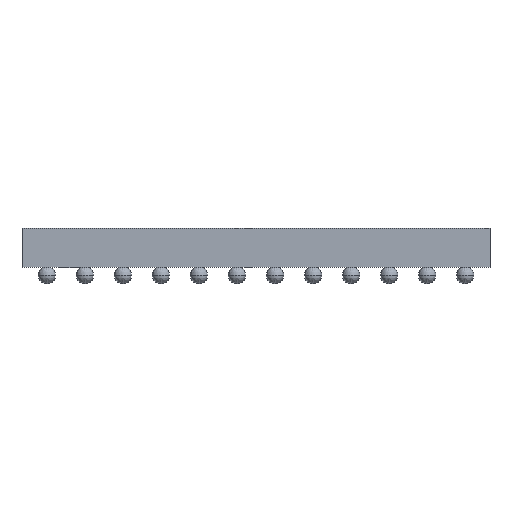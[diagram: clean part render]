
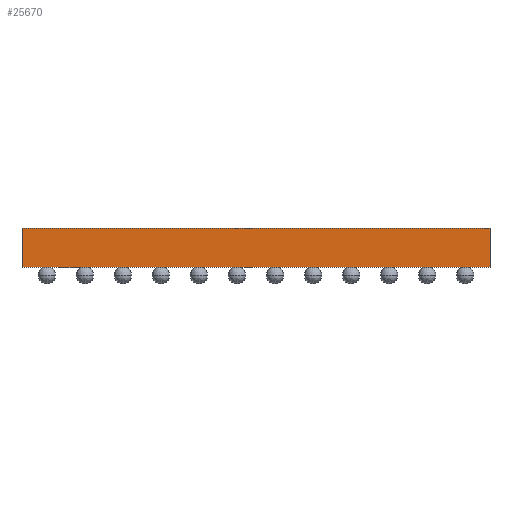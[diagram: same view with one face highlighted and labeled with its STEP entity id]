
A CAD part, front view. The second image highlights one B-rep face of the part: STEP entity #25670.
In plain terms, the highlighted planar face has unit normal (0, -1, 0).
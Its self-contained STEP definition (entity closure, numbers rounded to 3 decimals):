
#264 = LINE ( 'NONE', #26042, #22263 ) ;
#640 = CARTESIAN_POINT ( 'NONE',  ( 8., 0., 0.283 ) ) ;
#1693 = EDGE_CURVE ( 'NONE', #12926, #4595, #264, .T. ) ;
#1694 = ORIENTED_EDGE ( 'NONE', *, *, #1693, .F. ) ;
#2735 = VECTOR ( 'NONE', #22500, 1000. ) ;
#3674 = LINE ( 'NONE', #6897, #18239 ) ;
#4595 = VERTEX_POINT ( 'NONE', #18564 ) ;
#5705 = CARTESIAN_POINT ( 'NONE',  ( 8., 0., 0.953 ) ) ;
#5794 = EDGE_CURVE ( 'NONE', #31234, #16832, #9642, .T. ) ;
#6255 = AXIS2_PLACEMENT_3D ( 'NONE', #20925, #26079, #23375 ) ;
#6897 = CARTESIAN_POINT ( 'NONE',  ( 0., 0., 0.953 ) ) ;
#7348 = ORIENTED_EDGE ( 'NONE', *, *, #13721, .T. ) ;
#9112 = LINE ( 'NONE', #29274, #29762 ) ;
#9642 = LINE ( 'NONE', #640, #2735 ) ;
#12926 = VERTEX_POINT ( 'NONE', #20209 ) ;
#13721 = EDGE_CURVE ( 'NONE', #12926, #31234, #9112, .T. ) ;
#14973 = ORIENTED_EDGE ( 'NONE', *, *, #25734, .F. ) ;
#16069 = ORIENTED_EDGE ( 'NONE', *, *, #5794, .T. ) ;
#16832 = VERTEX_POINT ( 'NONE', #5705 ) ;
#18239 = VECTOR ( 'NONE', #18985, 1000. ) ;
#18564 = CARTESIAN_POINT ( 'NONE',  ( 0., 0., 0.953 ) ) ;
#18985 = DIRECTION ( 'NONE',  ( 1., 0., 0. ) ) ;
#20209 = CARTESIAN_POINT ( 'NONE',  ( 0., 0., 0.283 ) ) ;
#20925 = CARTESIAN_POINT ( 'NONE',  ( 0., 0., 0.283 ) ) ;
#20974 = CARTESIAN_POINT ( 'NONE',  ( 8., 0., 0.283 ) ) ;
#22217 = EDGE_LOOP ( 'NONE', ( #14973, #1694, #7348, #16069 ) ) ;
#22263 = VECTOR ( 'NONE', #26242, 1000. ) ;
#22500 = DIRECTION ( 'NONE',  ( 0., 0., 1. ) ) ;
#23375 = DIRECTION ( 'NONE',  ( 0., 0., -1. ) ) ;
#24136 = DIRECTION ( 'NONE',  ( 1., 0., 0. ) ) ;
#25670 = ADVANCED_FACE ( 'NONE', ( #30123 ), #30670, .T. ) ;
#25734 = EDGE_CURVE ( 'NONE', #4595, #16832, #3674, .T. ) ;
#26042 = CARTESIAN_POINT ( 'NONE',  ( 0., 0., 0.283 ) ) ;
#26079 = DIRECTION ( 'NONE',  ( 0., -1., 0. ) ) ;
#26242 = DIRECTION ( 'NONE',  ( 0., 0., 1. ) ) ;
#29274 = CARTESIAN_POINT ( 'NONE',  ( 0., 0., 0.283 ) ) ;
#29762 = VECTOR ( 'NONE', #24136, 1000. ) ;
#30123 = FACE_OUTER_BOUND ( 'NONE', #22217, .T. ) ;
#30670 = PLANE ( 'NONE',  #6255 ) ;
#31234 = VERTEX_POINT ( 'NONE', #20974 ) ;
